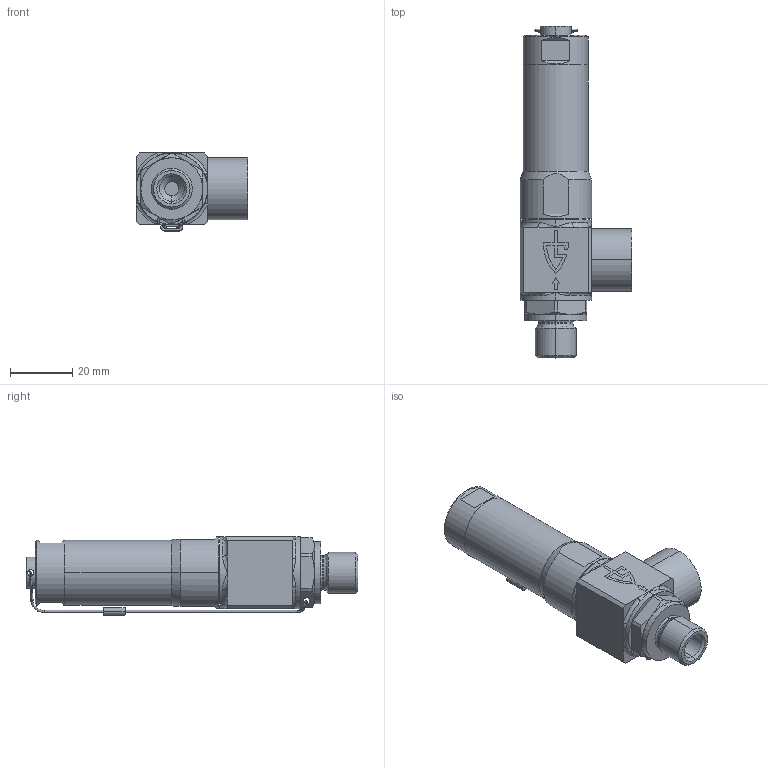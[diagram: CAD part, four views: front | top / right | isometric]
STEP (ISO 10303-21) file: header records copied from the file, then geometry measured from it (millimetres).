
FILE_DESCRIPTION (( 'STEP AP214' ), '1' );
FILE_NAME ('420 tbGFO 8 Dummy.STEP', '2013-07-30T09:54:26', ( 'Blankenhorn' ), ( '' ), 'SwSTEP 2.0', 'SolidWorks 2013', '' );
FILE_SCHEMA (( 'AUTOMOTIVE_DESIGN' ));
Length unit declared in the file: millimetre
Products named in the file (1): 420 tbGFO 8 Dummy
Bounding box: 36 x 106.7 x 25.11 mm (x, y, z)
Volume: 24704.7 mm3; surface area: 18976.1 mm2
Topology: 6 solids, 6 shells, 387 faces, 941 edges, 571 vertices
Faces by surface type: plane 136, cylinder 127, torus 57, cone 51, bspline 16
Entity records: 16361 total; most frequent: CARTESIAN_POINT 2856, DIRECTION 2037, ORIENTED_EDGE 1850, EDGE_CURVE 925, AXIS2_PLACEMENT_3D 792, VERTEX_POINT 571, LINE 453, VECTOR 453
